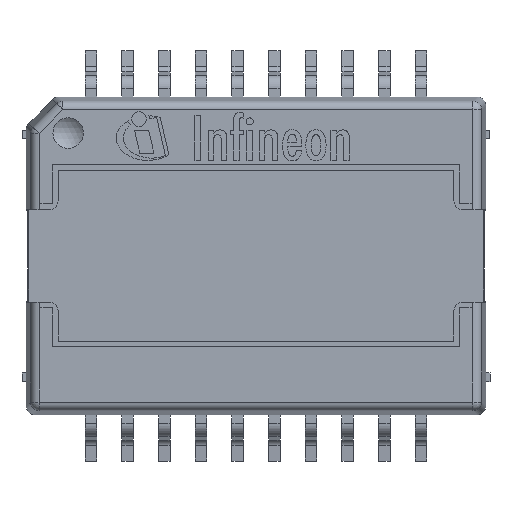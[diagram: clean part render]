
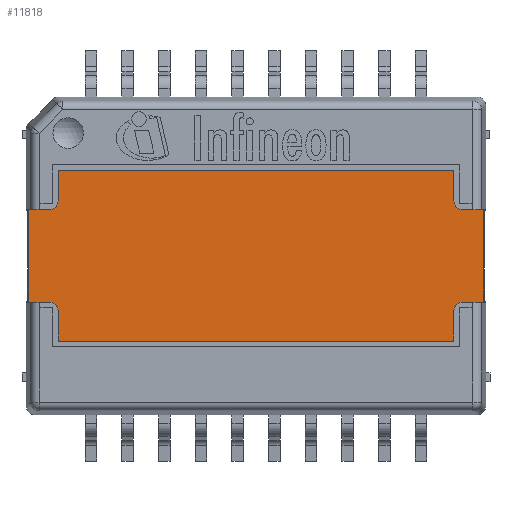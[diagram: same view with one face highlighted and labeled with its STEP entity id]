
A CAD part, top view. The second image highlights one B-rep face of the part: STEP entity #11818.
In plain terms, the highlighted planar face has unit normal (0, 0, 1).
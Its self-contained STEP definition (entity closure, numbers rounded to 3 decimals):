
#821=CIRCLE('',#13024,0.3);
#823=CIRCLE('',#13030,0.3);
#825=CIRCLE('',#13036,0.3);
#827=CIRCLE('',#13042,0.3);
#1583=FACE_OUTER_BOUND('',#2258,.T.);
#2258=EDGE_LOOP('',(#10733,#10734,#10735,#10736,#10737,#10738,#10739,#10740,
#10741,#10742,#10743,#10744,#10745,#10746,#10747,#10748));
#3380=LINE('',#20281,#4541);
#3383=LINE('',#20287,#4544);
#3386=LINE('',#20293,#4547);
#3390=LINE('',#20305,#4551);
#3393=LINE('',#20311,#4554);
#3396=LINE('',#20317,#4557);
#3400=LINE('',#20329,#4561);
#3403=LINE('',#20335,#4564);
#3406=LINE('',#20341,#4567);
#3410=LINE('',#20353,#4571);
#3413=LINE('',#20359,#4574);
#3416=LINE('',#20365,#4577);
#4541=VECTOR('',#16467,1.);
#4544=VECTOR('',#16472,1.);
#4547=VECTOR('',#16477,1.);
#4551=VECTOR('',#16489,1.);
#4554=VECTOR('',#16494,1.);
#4557=VECTOR('',#16499,1.);
#4561=VECTOR('',#16511,1.);
#4564=VECTOR('',#16516,1.);
#4567=VECTOR('',#16521,1.);
#4571=VECTOR('',#16533,1.);
#4574=VECTOR('',#16538,1.);
#4577=VECTOR('',#16543,1.);
#5664=VERTEX_POINT('',#20278);
#5665=VERTEX_POINT('',#20280);
#5667=VERTEX_POINT('',#20286);
#5669=VERTEX_POINT('',#20292);
#5671=VERTEX_POINT('',#20298);
#5673=VERTEX_POINT('',#20304);
#5675=VERTEX_POINT('',#20310);
#5677=VERTEX_POINT('',#20316);
#5679=VERTEX_POINT('',#20322);
#5681=VERTEX_POINT('',#20328);
#5683=VERTEX_POINT('',#20334);
#5685=VERTEX_POINT('',#20340);
#5687=VERTEX_POINT('',#20346);
#5689=VERTEX_POINT('',#20352);
#5691=VERTEX_POINT('',#20358);
#5693=VERTEX_POINT('',#20364);
#7335=EDGE_CURVE('',#5665,#5664,#3380,.T.);
#7338=EDGE_CURVE('',#5667,#5665,#3383,.T.);
#7341=EDGE_CURVE('',#5669,#5667,#3386,.T.);
#7344=EDGE_CURVE('',#5671,#5669,#821,.T.);
#7347=EDGE_CURVE('',#5673,#5671,#3390,.T.);
#7350=EDGE_CURVE('',#5675,#5673,#3393,.T.);
#7353=EDGE_CURVE('',#5677,#5675,#3396,.T.);
#7356=EDGE_CURVE('',#5679,#5677,#823,.T.);
#7359=EDGE_CURVE('',#5681,#5679,#3400,.T.);
#7362=EDGE_CURVE('',#5683,#5681,#3403,.T.);
#7365=EDGE_CURVE('',#5685,#5683,#3406,.T.);
#7368=EDGE_CURVE('',#5687,#5685,#825,.T.);
#7371=EDGE_CURVE('',#5689,#5687,#3410,.T.);
#7374=EDGE_CURVE('',#5691,#5689,#3413,.T.);
#7377=EDGE_CURVE('',#5693,#5691,#3416,.T.);
#7380=EDGE_CURVE('',#5664,#5693,#827,.T.);
#10733=ORIENTED_EDGE('',*,*,#7380,.T.);
#10734=ORIENTED_EDGE('',*,*,#7377,.T.);
#10735=ORIENTED_EDGE('',*,*,#7374,.T.);
#10736=ORIENTED_EDGE('',*,*,#7371,.T.);
#10737=ORIENTED_EDGE('',*,*,#7368,.T.);
#10738=ORIENTED_EDGE('',*,*,#7365,.T.);
#10739=ORIENTED_EDGE('',*,*,#7362,.T.);
#10740=ORIENTED_EDGE('',*,*,#7359,.T.);
#10741=ORIENTED_EDGE('',*,*,#7356,.T.);
#10742=ORIENTED_EDGE('',*,*,#7353,.T.);
#10743=ORIENTED_EDGE('',*,*,#7350,.T.);
#10744=ORIENTED_EDGE('',*,*,#7347,.T.);
#10745=ORIENTED_EDGE('',*,*,#7344,.T.);
#10746=ORIENTED_EDGE('',*,*,#7341,.T.);
#10747=ORIENTED_EDGE('',*,*,#7338,.T.);
#10748=ORIENTED_EDGE('',*,*,#7335,.T.);
#11154=PLANE('',#13044);
#11818=ADVANCED_FACE('',(#1583),#11154,.T.);
#13024=AXIS2_PLACEMENT_3D('',#20299,#16483,#16484);
#13030=AXIS2_PLACEMENT_3D('',#20323,#16505,#16506);
#13036=AXIS2_PLACEMENT_3D('',#20347,#16527,#16528);
#13042=AXIS2_PLACEMENT_3D('',#20369,#16549,#16550);
#13044=AXIS2_PLACEMENT_3D('',#20371,#16553,#16554);
#16467=DIRECTION('',(1.,0.,0.));
#16472=DIRECTION('',(0.,-1.,0.));
#16477=DIRECTION('',(-1.,0.,0.));
#16483=DIRECTION('center_axis',(0.,0.,-1.));
#16484=DIRECTION('ref_axis',(0.,-1.,0.));
#16489=DIRECTION('',(0.,-1.,0.));
#16494=DIRECTION('',(-1.,0.,0.));
#16499=DIRECTION('',(0.,1.,0.));
#16505=DIRECTION('center_axis',(0.,0.,-1.));
#16506=DIRECTION('ref_axis',(-1.,0.,0.));
#16511=DIRECTION('',(-1.,0.,0.));
#16516=DIRECTION('',(0.,1.,0.));
#16521=DIRECTION('',(1.,0.,0.));
#16527=DIRECTION('center_axis',(0.,0.,-1.));
#16528=DIRECTION('ref_axis',(0.,1.,0.));
#16533=DIRECTION('',(0.,1.,0.));
#16538=DIRECTION('',(1.,0.,0.));
#16543=DIRECTION('',(0.,-1.,0.));
#16549=DIRECTION('center_axis',(0.,0.,-1.));
#16550=DIRECTION('ref_axis',(1.,0.,0.));
#16553=DIRECTION('center_axis',(0.,0.,1.));
#16554=DIRECTION('ref_axis',(1.,0.,0.));
#20278=CARTESIAN_POINT('',(-7.15,-1.6,3.5));
#20280=CARTESIAN_POINT('',(-7.87,-1.6,3.5));
#20281=CARTESIAN_POINT('',(-7.15,-1.6,3.5));
#20286=CARTESIAN_POINT('',(-7.87,1.6,3.5));
#20287=CARTESIAN_POINT('',(-7.87,-1.6,3.5));
#20292=CARTESIAN_POINT('',(-7.15,1.6,3.5));
#20293=CARTESIAN_POINT('',(-7.87,1.6,3.5));
#20298=CARTESIAN_POINT('',(-6.85,1.9,3.5));
#20299=CARTESIAN_POINT('Origin',(-7.15,1.9,3.5));
#20304=CARTESIAN_POINT('',(-6.85,2.95,3.5));
#20305=CARTESIAN_POINT('',(-6.85,1.9,3.5));
#20310=CARTESIAN_POINT('',(6.85,2.95,3.5));
#20311=CARTESIAN_POINT('',(-6.85,2.95,3.5));
#20316=CARTESIAN_POINT('',(6.85,1.9,3.5));
#20317=CARTESIAN_POINT('',(6.85,2.95,3.5));
#20322=CARTESIAN_POINT('',(7.15,1.6,3.5));
#20323=CARTESIAN_POINT('Origin',(7.15,1.9,3.5));
#20328=CARTESIAN_POINT('',(7.87,1.6,3.5));
#20329=CARTESIAN_POINT('',(7.15,1.6,3.5));
#20334=CARTESIAN_POINT('',(7.87,-1.6,3.5));
#20335=CARTESIAN_POINT('',(7.87,1.6,3.5));
#20340=CARTESIAN_POINT('',(7.15,-1.6,3.5));
#20341=CARTESIAN_POINT('',(7.87,-1.6,3.5));
#20346=CARTESIAN_POINT('',(6.85,-1.9,3.5));
#20347=CARTESIAN_POINT('Origin',(7.15,-1.9,3.5));
#20352=CARTESIAN_POINT('',(6.85,-2.95,3.5));
#20353=CARTESIAN_POINT('',(6.85,-1.9,3.5));
#20358=CARTESIAN_POINT('',(-6.85,-2.95,3.5));
#20359=CARTESIAN_POINT('',(6.85,-2.95,3.5));
#20364=CARTESIAN_POINT('',(-6.85,-1.9,3.5));
#20365=CARTESIAN_POINT('',(-6.85,-2.95,3.5));
#20369=CARTESIAN_POINT('Origin',(-7.15,-1.9,3.5));
#20371=CARTESIAN_POINT('Origin',(0.,0.,
3.5));
